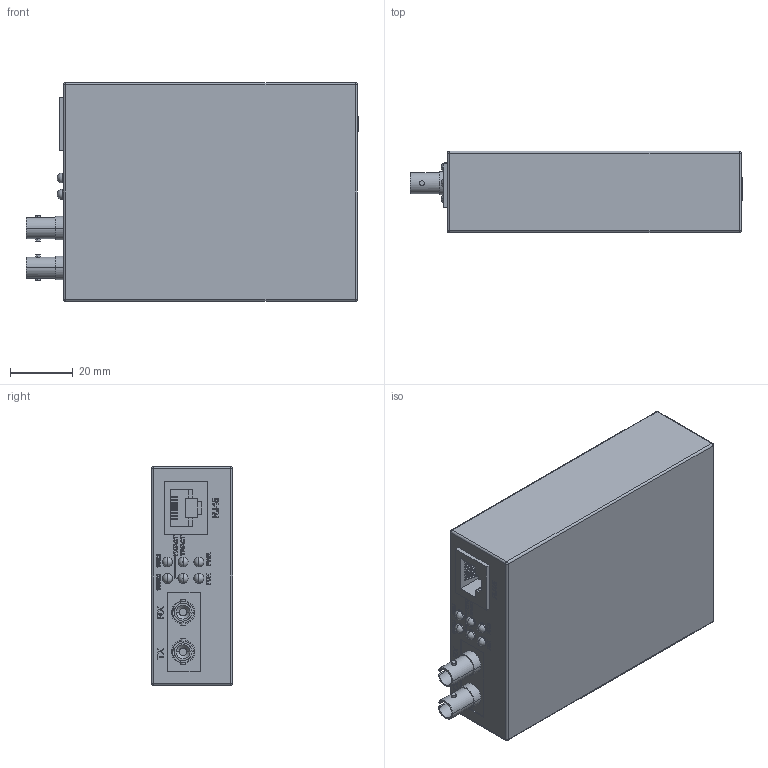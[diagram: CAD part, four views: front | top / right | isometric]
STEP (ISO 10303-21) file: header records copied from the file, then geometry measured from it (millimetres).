
FILE_DESCRIPTION (( 'STEP AP214' ), '1' );
FILE_NAME ('LC-MCGMM-ST_3D.step', '2026-01-30T18:20:19', ( '' ), ( '' ), 'SwSTEP 2.0', 'SolidWorks 2025', '' );
FILE_SCHEMA (( 'AUTOMOTIVE_DESIGN' ));
Length unit declared in the file: millimetre
Products named in the file (1): LC-MCGMM-ST_3D
Bounding box: 106.25 x 26 x 70 mm (x, y, z)
Volume: 170745.2 mm3; surface area: 23191.3 mm2
Topology: 1 solids, 1 shells, 1795 faces, 4759 edges, 3153 vertices
Faces by surface type: plane 988, bspline 706, cylinder 75, torus 12, sphere 10, cone 4
Entity records: 87824 total; most frequent: CARTESIAN_POINT 47968, ORIENTED_EDGE 9494, DIRECTION 5683, EDGE_CURVE 4747, LINE 3151, VERTEX_POINT 3151, VECTOR 3151, EDGE_LOOP 2008
